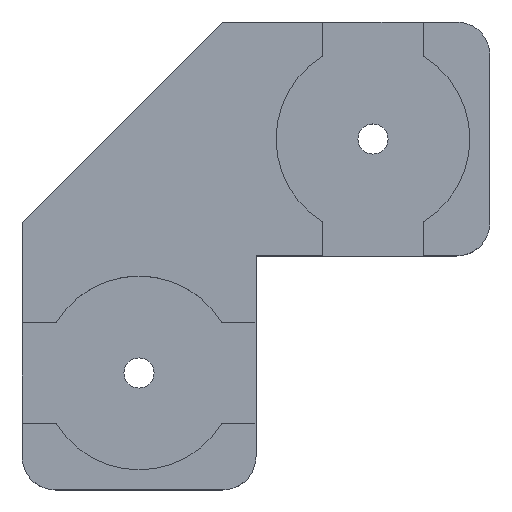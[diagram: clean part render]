
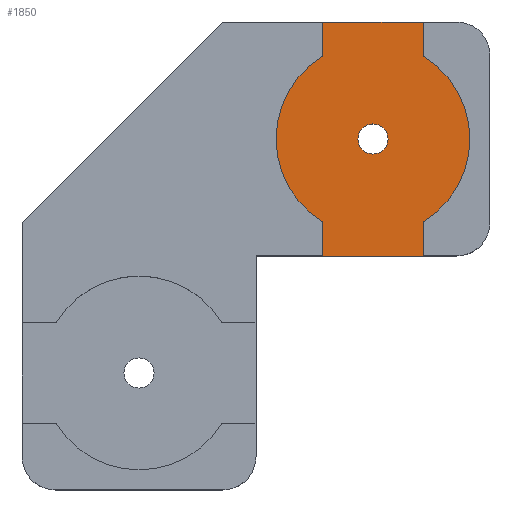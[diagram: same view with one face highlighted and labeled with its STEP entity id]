
A CAD part, top view. The second image highlights one B-rep face of the part: STEP entity #1850.
In plain terms, the highlighted planar face has unit normal (0, 0, 1).
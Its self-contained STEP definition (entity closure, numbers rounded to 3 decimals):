
#170 = PLANE('',#171);
#171 = AXIS2_PLACEMENT_3D('',#172,#173,#174);
#172 = CARTESIAN_POINT('',(13.095,7.,1.262));
#173 = DIRECTION('',(0.,1.,0.));
#174 = DIRECTION('',(1.,0.,0.));
#404 = PLANE('',#405);
#405 = AXIS2_PLACEMENT_3D('',#406,#407,#408);
#406 = CARTESIAN_POINT('',(21.,-7.,0.));
#407 = DIRECTION('',(0.,-1.,0.));
#408 = DIRECTION('',(-1.,0.,0.));
#484 = CYLINDRICAL_SURFACE('',#485,0.9);
#485 = AXIS2_PLACEMENT_3D('',#486,#487,#488);
#486 = CARTESIAN_POINT('',(14.,0.,1.));
#487 = DIRECTION('',(0.,0.,1.));
#488 = DIRECTION('',(1.,0.,0.));
#673 = PLANE('',#674);
#674 = AXIS2_PLACEMENT_3D('',#675,#676,#677);
#675 = CARTESIAN_POINT('',(17.,7.,3.));
#676 = DIRECTION('',(-1.,0.,0.));
#677 = DIRECTION('',(0.,-1.,0.));
#702 = CYLINDRICAL_SURFACE('',#703,5.8);
#703 = AXIS2_PLACEMENT_3D('',#704,#705,#706);
#704 = CARTESIAN_POINT('',(14.,0.,3.));
#705 = DIRECTION('',(0.,0.,1.));
#706 = DIRECTION('',(1.,0.,0.));
#730 = PLANE('',#731);
#731 = AXIS2_PLACEMENT_3D('',#732,#733,#734);
#732 = CARTESIAN_POINT('',(17.,-4.964,3.));
#733 = DIRECTION('',(-1.,0.,0.));
#734 = DIRECTION('',(0.,-1.,0.));
#852 = VERTEX_POINT('',#853);
#853 = CARTESIAN_POINT('',(11.,7.,1.));
#867 = PLANE('',#868);
#868 = AXIS2_PLACEMENT_3D('',#869,#870,#871);
#869 = CARTESIAN_POINT('',(11.,7.,3.));
#870 = DIRECTION('',(-1.,0.,0.));
#871 = DIRECTION('',(0.,-1.,0.));
#879 = EDGE_CURVE('',#852,#880,#882,.T.);
#880 = VERTEX_POINT('',#881);
#881 = CARTESIAN_POINT('',(17.,7.,1.));
#882 = SURFACE_CURVE('',#883,(#887,#894),.PCURVE_S1.);
#883 = LINE('',#884,#885);
#884 = CARTESIAN_POINT('',(11.,7.,1.));
#885 = VECTOR('',#886,1.);
#886 = DIRECTION('',(1.,0.,0.));
#887 = PCURVE('',#170,#888);
#888 = DEFINITIONAL_REPRESENTATION('',(#889),#893);
#889 = LINE('',#890,#891);
#890 = CARTESIAN_POINT('',(-2.095,0.262));
#891 = VECTOR('',#892,1.);
#892 = DIRECTION('',(1.,0.));
#893 = ( GEOMETRIC_REPRESENTATION_CONTEXT(2) 
PARAMETRIC_REPRESENTATION_CONTEXT() REPRESENTATION_CONTEXT('2D SPACE',''
  ) );
#894 = PCURVE('',#895,#900);
#895 = PLANE('',#896);
#896 = AXIS2_PLACEMENT_3D('',#897,#898,#899);
#897 = CARTESIAN_POINT('',(11.,7.,1.));
#898 = DIRECTION('',(0.,0.,1.));
#899 = DIRECTION('',(1.,0.,0.));
#900 = DEFINITIONAL_REPRESENTATION('',(#901),#905);
#901 = LINE('',#902,#903);
#902 = CARTESIAN_POINT('',(0.,0.));
#903 = VECTOR('',#904,1.);
#904 = DIRECTION('',(1.,0.));
#905 = ( GEOMETRIC_REPRESENTATION_CONTEXT(2) 
PARAMETRIC_REPRESENTATION_CONTEXT() REPRESENTATION_CONTEXT('2D SPACE',''
  ) );
#1222 = VERTEX_POINT('',#1223);
#1223 = CARTESIAN_POINT('',(17.,-7.,1.));
#1244 = EDGE_CURVE('',#1222,#1245,#1247,.T.);
#1245 = VERTEX_POINT('',#1246);
#1246 = CARTESIAN_POINT('',(11.,-7.,1.));
#1247 = SURFACE_CURVE('',#1248,(#1252,#1259),.PCURVE_S1.);
#1248 = LINE('',#1249,#1250);
#1249 = CARTESIAN_POINT('',(17.,-7.,1.));
#1250 = VECTOR('',#1251,1.);
#1251 = DIRECTION('',(-1.,0.,0.));
#1252 = PCURVE('',#404,#1253);
#1253 = DEFINITIONAL_REPRESENTATION('',(#1254),#1258);
#1254 = LINE('',#1255,#1256);
#1255 = CARTESIAN_POINT('',(4.,-1.));
#1256 = VECTOR('',#1257,1.);
#1257 = DIRECTION('',(1.,0.));
#1258 = ( GEOMETRIC_REPRESENTATION_CONTEXT(2) 
PARAMETRIC_REPRESENTATION_CONTEXT() REPRESENTATION_CONTEXT('2D SPACE',''
  ) );
#1259 = PCURVE('',#895,#1260);
#1260 = DEFINITIONAL_REPRESENTATION('',(#1261),#1265);
#1261 = LINE('',#1262,#1263);
#1262 = CARTESIAN_POINT('',(6.,-14.));
#1263 = VECTOR('',#1264,1.);
#1264 = DIRECTION('',(-1.,0.));
#1265 = ( GEOMETRIC_REPRESENTATION_CONTEXT(2) 
PARAMETRIC_REPRESENTATION_CONTEXT() REPRESENTATION_CONTEXT('2D SPACE',''
  ) );
#1283 = PLANE('',#1284);
#1284 = AXIS2_PLACEMENT_3D('',#1285,#1286,#1287);
#1285 = CARTESIAN_POINT('',(11.,-7.,3.));
#1286 = DIRECTION('',(1.,0.,0.));
#1287 = DIRECTION('',(0.,1.,0.));
#1628 = EDGE_CURVE('',#1629,#1629,#1631,.T.);
#1629 = VERTEX_POINT('',#1630);
#1630 = CARTESIAN_POINT('',(14.9,0.,1.));
#1631 = SURFACE_CURVE('',#1632,(#1637,#1644),.PCURVE_S1.);
#1632 = CIRCLE('',#1633,0.9);
#1633 = AXIS2_PLACEMENT_3D('',#1634,#1635,#1636);
#1634 = CARTESIAN_POINT('',(14.,0.,1.));
#1635 = DIRECTION('',(0.,0.,1.));
#1636 = DIRECTION('',(1.,0.,0.));
#1637 = PCURVE('',#484,#1638);
#1638 = DEFINITIONAL_REPRESENTATION('',(#1639),#1643);
#1639 = LINE('',#1640,#1641);
#1640 = CARTESIAN_POINT('',(0.,0.));
#1641 = VECTOR('',#1642,1.);
#1642 = DIRECTION('',(1.,0.));
#1643 = ( GEOMETRIC_REPRESENTATION_CONTEXT(2) 
PARAMETRIC_REPRESENTATION_CONTEXT() REPRESENTATION_CONTEXT('2D SPACE',''
  ) );
#1644 = PCURVE('',#895,#1645);
#1645 = DEFINITIONAL_REPRESENTATION('',(#1646),#1650);
#1646 = CIRCLE('',#1647,0.9);
#1647 = AXIS2_PLACEMENT_2D('',#1648,#1649);
#1648 = CARTESIAN_POINT('',(3.,-7.));
#1649 = DIRECTION('',(1.,0.));
#1650 = ( GEOMETRIC_REPRESENTATION_CONTEXT(2) 
PARAMETRIC_REPRESENTATION_CONTEXT() REPRESENTATION_CONTEXT('2D SPACE',''
  ) );
#1729 = EDGE_CURVE('',#880,#1730,#1732,.T.);
#1730 = VERTEX_POINT('',#1731);
#1731 = CARTESIAN_POINT('',(17.,4.964,1.));
#1732 = SURFACE_CURVE('',#1733,(#1737,#1744),.PCURVE_S1.);
#1733 = LINE('',#1734,#1735);
#1734 = CARTESIAN_POINT('',(17.,7.,1.));
#1735 = VECTOR('',#1736,1.);
#1736 = DIRECTION('',(0.,-1.,0.));
#1737 = PCURVE('',#673,#1738);
#1738 = DEFINITIONAL_REPRESENTATION('',(#1739),#1743);
#1739 = LINE('',#1740,#1741);
#1740 = CARTESIAN_POINT('',(0.,-2.));
#1741 = VECTOR('',#1742,1.);
#1742 = DIRECTION('',(1.,0.));
#1743 = ( GEOMETRIC_REPRESENTATION_CONTEXT(2) 
PARAMETRIC_REPRESENTATION_CONTEXT() REPRESENTATION_CONTEXT('2D SPACE',''
  ) );
#1744 = PCURVE('',#895,#1745);
#1745 = DEFINITIONAL_REPRESENTATION('',(#1746),#1750);
#1746 = LINE('',#1747,#1748);
#1747 = CARTESIAN_POINT('',(6.,0.));
#1748 = VECTOR('',#1749,1.);
#1749 = DIRECTION('',(0.,-1.));
#1750 = ( GEOMETRIC_REPRESENTATION_CONTEXT(2) 
PARAMETRIC_REPRESENTATION_CONTEXT() REPRESENTATION_CONTEXT('2D SPACE',''
  ) );
#1778 = VERTEX_POINT('',#1779);
#1779 = CARTESIAN_POINT('',(17.,-4.964,1.));
#1800 = EDGE_CURVE('',#1778,#1730,#1801,.T.);
#1801 = SURFACE_CURVE('',#1802,(#1807,#1814),.PCURVE_S1.);
#1802 = CIRCLE('',#1803,5.8);
#1803 = AXIS2_PLACEMENT_3D('',#1804,#1805,#1806);
#1804 = CARTESIAN_POINT('',(14.,0.,1.));
#1805 = DIRECTION('',(0.,0.,1.));
#1806 = DIRECTION('',(1.,0.,0.));
#1807 = PCURVE('',#702,#1808);
#1808 = DEFINITIONAL_REPRESENTATION('',(#1809),#1813);
#1809 = LINE('',#1810,#1811);
#1810 = CARTESIAN_POINT('',(0.,-2.));
#1811 = VECTOR('',#1812,1.);
#1812 = DIRECTION('',(1.,0.));
#1813 = ( GEOMETRIC_REPRESENTATION_CONTEXT(2) 
PARAMETRIC_REPRESENTATION_CONTEXT() REPRESENTATION_CONTEXT('2D SPACE',''
  ) );
#1814 = PCURVE('',#895,#1815);
#1815 = DEFINITIONAL_REPRESENTATION('',(#1816),#1820);
#1816 = CIRCLE('',#1817,5.8);
#1817 = AXIS2_PLACEMENT_2D('',#1818,#1819);
#1818 = CARTESIAN_POINT('',(3.,-7.));
#1819 = DIRECTION('',(1.,0.));
#1820 = ( GEOMETRIC_REPRESENTATION_CONTEXT(2) 
PARAMETRIC_REPRESENTATION_CONTEXT() REPRESENTATION_CONTEXT('2D SPACE',''
  ) );
#1828 = EDGE_CURVE('',#1778,#1222,#1829,.T.);
#1829 = SURFACE_CURVE('',#1830,(#1834,#1841),.PCURVE_S1.);
#1830 = LINE('',#1831,#1832);
#1831 = CARTESIAN_POINT('',(17.,-4.964,1.));
#1832 = VECTOR('',#1833,1.);
#1833 = DIRECTION('',(0.,-1.,0.));
#1834 = PCURVE('',#730,#1835);
#1835 = DEFINITIONAL_REPRESENTATION('',(#1836),#1840);
#1836 = LINE('',#1837,#1838);
#1837 = CARTESIAN_POINT('',(0.,-2.));
#1838 = VECTOR('',#1839,1.);
#1839 = DIRECTION('',(1.,0.));
#1840 = ( GEOMETRIC_REPRESENTATION_CONTEXT(2) 
PARAMETRIC_REPRESENTATION_CONTEXT() REPRESENTATION_CONTEXT('2D SPACE',''
  ) );
#1841 = PCURVE('',#895,#1842);
#1842 = DEFINITIONAL_REPRESENTATION('',(#1843),#1847);
#1843 = LINE('',#1844,#1845);
#1844 = CARTESIAN_POINT('',(6.,-11.964));
#1845 = VECTOR('',#1846,1.);
#1846 = DIRECTION('',(0.,-1.));
#1847 = ( GEOMETRIC_REPRESENTATION_CONTEXT(2) 
PARAMETRIC_REPRESENTATION_CONTEXT() REPRESENTATION_CONTEXT('2D SPACE',''
  ) );
#1850 = ADVANCED_FACE('',(#1851,#1931),#895,.T.);
#1851 = FACE_BOUND('',#1852,.T.);
#1852 = EDGE_LOOP('',(#1853,#1876,#1905,#1926,#1927,#1928,#1929,#1930));
#1853 = ORIENTED_EDGE('',*,*,#1854,.T.);
#1854 = EDGE_CURVE('',#852,#1855,#1857,.T.);
#1855 = VERTEX_POINT('',#1856);
#1856 = CARTESIAN_POINT('',(11.,4.964,1.));
#1857 = SURFACE_CURVE('',#1858,(#1862,#1869),.PCURVE_S1.);
#1858 = LINE('',#1859,#1860);
#1859 = CARTESIAN_POINT('',(11.,7.,1.));
#1860 = VECTOR('',#1861,1.);
#1861 = DIRECTION('',(0.,-1.,0.));
#1862 = PCURVE('',#895,#1863);
#1863 = DEFINITIONAL_REPRESENTATION('',(#1864),#1868);
#1864 = LINE('',#1865,#1866);
#1865 = CARTESIAN_POINT('',(0.,0.));
#1866 = VECTOR('',#1867,1.);
#1867 = DIRECTION('',(0.,-1.));
#1868 = ( GEOMETRIC_REPRESENTATION_CONTEXT(2) 
PARAMETRIC_REPRESENTATION_CONTEXT() REPRESENTATION_CONTEXT('2D SPACE',''
  ) );
#1869 = PCURVE('',#867,#1870);
#1870 = DEFINITIONAL_REPRESENTATION('',(#1871),#1875);
#1871 = LINE('',#1872,#1873);
#1872 = CARTESIAN_POINT('',(0.,-2.));
#1873 = VECTOR('',#1874,1.);
#1874 = DIRECTION('',(1.,0.));
#1875 = ( GEOMETRIC_REPRESENTATION_CONTEXT(2) 
PARAMETRIC_REPRESENTATION_CONTEXT() REPRESENTATION_CONTEXT('2D SPACE',''
  ) );
#1876 = ORIENTED_EDGE('',*,*,#1877,.T.);
#1877 = EDGE_CURVE('',#1855,#1878,#1880,.T.);
#1878 = VERTEX_POINT('',#1879);
#1879 = CARTESIAN_POINT('',(11.,-4.964,1.));
#1880 = SURFACE_CURVE('',#1881,(#1886,#1893),.PCURVE_S1.);
#1881 = CIRCLE('',#1882,5.8);
#1882 = AXIS2_PLACEMENT_3D('',#1883,#1884,#1885);
#1883 = CARTESIAN_POINT('',(14.,0.,1.));
#1884 = DIRECTION('',(0.,0.,1.));
#1885 = DIRECTION('',(1.,0.,0.));
#1886 = PCURVE('',#895,#1887);
#1887 = DEFINITIONAL_REPRESENTATION('',(#1888),#1892);
#1888 = CIRCLE('',#1889,5.8);
#1889 = AXIS2_PLACEMENT_2D('',#1890,#1891);
#1890 = CARTESIAN_POINT('',(3.,-7.));
#1891 = DIRECTION('',(1.,0.));
#1892 = ( GEOMETRIC_REPRESENTATION_CONTEXT(2) 
PARAMETRIC_REPRESENTATION_CONTEXT() REPRESENTATION_CONTEXT('2D SPACE',''
  ) );
#1893 = PCURVE('',#1894,#1899);
#1894 = CYLINDRICAL_SURFACE('',#1895,5.8);
#1895 = AXIS2_PLACEMENT_3D('',#1896,#1897,#1898);
#1896 = CARTESIAN_POINT('',(14.,0.,3.));
#1897 = DIRECTION('',(0.,0.,1.));
#1898 = DIRECTION('',(1.,0.,0.));
#1899 = DEFINITIONAL_REPRESENTATION('',(#1900),#1904);
#1900 = LINE('',#1901,#1902);
#1901 = CARTESIAN_POINT('',(0.,-2.));
#1902 = VECTOR('',#1903,1.);
#1903 = DIRECTION('',(1.,0.));
#1904 = ( GEOMETRIC_REPRESENTATION_CONTEXT(2) 
PARAMETRIC_REPRESENTATION_CONTEXT() REPRESENTATION_CONTEXT('2D SPACE',''
  ) );
#1905 = ORIENTED_EDGE('',*,*,#1906,.F.);
#1906 = EDGE_CURVE('',#1245,#1878,#1907,.T.);
#1907 = SURFACE_CURVE('',#1908,(#1912,#1919),.PCURVE_S1.);
#1908 = LINE('',#1909,#1910);
#1909 = CARTESIAN_POINT('',(11.,-7.,1.));
#1910 = VECTOR('',#1911,1.);
#1911 = DIRECTION('',(0.,1.,0.));
#1912 = PCURVE('',#895,#1913);
#1913 = DEFINITIONAL_REPRESENTATION('',(#1914),#1918);
#1914 = LINE('',#1915,#1916);
#1915 = CARTESIAN_POINT('',(0.,-14.));
#1916 = VECTOR('',#1917,1.);
#1917 = DIRECTION('',(0.,1.));
#1918 = ( GEOMETRIC_REPRESENTATION_CONTEXT(2) 
PARAMETRIC_REPRESENTATION_CONTEXT() REPRESENTATION_CONTEXT('2D SPACE',''
  ) );
#1919 = PCURVE('',#1283,#1920);
#1920 = DEFINITIONAL_REPRESENTATION('',(#1921),#1925);
#1921 = LINE('',#1922,#1923);
#1922 = CARTESIAN_POINT('',(0.,-2.));
#1923 = VECTOR('',#1924,1.);
#1924 = DIRECTION('',(1.,0.));
#1925 = ( GEOMETRIC_REPRESENTATION_CONTEXT(2) 
PARAMETRIC_REPRESENTATION_CONTEXT() REPRESENTATION_CONTEXT('2D SPACE',''
  ) );
#1926 = ORIENTED_EDGE('',*,*,#1244,.F.);
#1927 = ORIENTED_EDGE('',*,*,#1828,.F.);
#1928 = ORIENTED_EDGE('',*,*,#1800,.T.);
#1929 = ORIENTED_EDGE('',*,*,#1729,.F.);
#1930 = ORIENTED_EDGE('',*,*,#879,.F.);
#1931 = FACE_BOUND('',#1932,.T.);
#1932 = EDGE_LOOP('',(#1933));
#1933 = ORIENTED_EDGE('',*,*,#1628,.F.);
